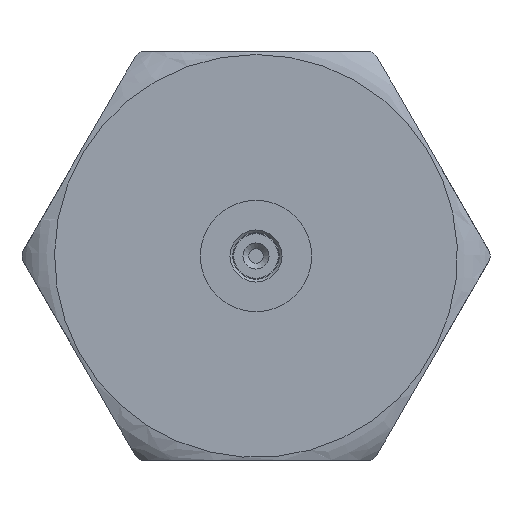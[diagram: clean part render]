
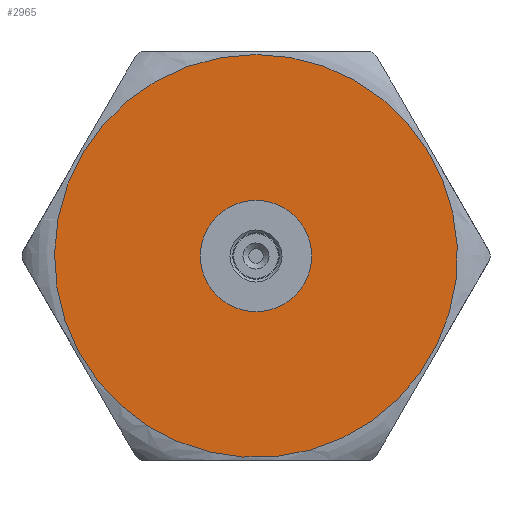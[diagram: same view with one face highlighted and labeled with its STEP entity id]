
A CAD part, left-side view. The second image highlights one B-rep face of the part: STEP entity #2965.
In plain terms, the highlighted planar face has unit normal (-1, 0, 0).
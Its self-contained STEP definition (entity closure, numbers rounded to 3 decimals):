
#804=ORIENTED_EDGE('',*,*,#1591,.F.);
#805=ORIENTED_EDGE('',*,*,#1590,.F.);
#1590=EDGE_CURVE('',#1962,#1962,#2189,.F.);
#1591=EDGE_CURVE('',#1963,#1963,#2190,.T.);
#1962=VERTEX_POINT('',#11811);
#1963=VERTEX_POINT('',#11814);
#2189=CIRCLE('',#3273,5.424);
#2190=CIRCLE('',#3275,1.5);
#2350=EDGE_LOOP('',(#804));
#2351=EDGE_LOOP('',(#805));
#2617=FACE_BOUND('',#2350,.T.);
#2618=FACE_BOUND('',#2351,.T.);
#2860=PLANE('',#3274);
#2965=ADVANCED_FACE('',(#2617,#2618),#2860,.T.);
#3273=AXIS2_PLACEMENT_3D('',#11810,#3725,#3726);
#3274=AXIS2_PLACEMENT_3D('',#11812,#3727,#3728);
#3275=AXIS2_PLACEMENT_3D('',#11813,#3729,#3730);
#3725=DIRECTION('',(-1.,0.,0.));
#3726=DIRECTION('',(0.,0.,1.));
#3727=DIRECTION('',(-1.,0.,0.));
#3728=DIRECTION('',(0.,0.,1.));
#3729=DIRECTION('',(-1.,0.,0.));
#3730=DIRECTION('',(0.,0.,1.));
#11810=CARTESIAN_POINT('',(-2.2,0.,0.));
#11811=CARTESIAN_POINT('',(-2.2,0.,5.424));
#11812=CARTESIAN_POINT('',(-2.2,0.,0.));
#11813=CARTESIAN_POINT('',(-2.2,0.,0.));
#11814=CARTESIAN_POINT('',(-2.2,0.,1.5));
